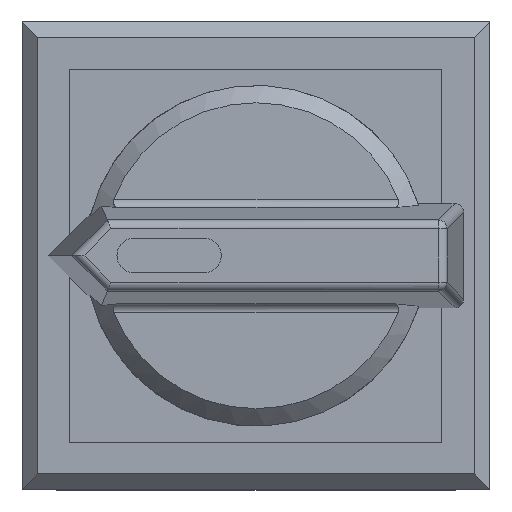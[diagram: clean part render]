
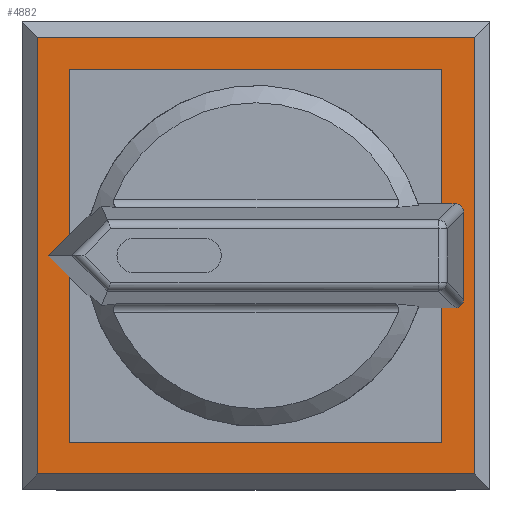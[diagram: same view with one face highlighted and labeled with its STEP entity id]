
A CAD part, top view. The second image highlights one B-rep face of the part: STEP entity #4882.
In plain terms, the highlighted planar face has unit normal (0, 0, 1).
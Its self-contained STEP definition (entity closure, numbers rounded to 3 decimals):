
#130=FACE_BOUND('',#1668,.T.);
#240=PLANE('',#5373);
#383=LINE('',#7925,#775);
#393=LINE('',#7964,#785);
#396=LINE('',#7970,#788);
#402=LINE('',#7999,#794);
#579=LINE('',#8967,#971);
#580=LINE('',#8969,#972);
#581=LINE('',#8971,#973);
#582=LINE('',#8972,#974);
#775=VECTOR('',#5903,10.);
#785=VECTOR('',#5917,10.);
#788=VECTOR('',#5922,10.);
#794=VECTOR('',#5932,10.);
#971=VECTOR('',#6569,10.);
#972=VECTOR('',#6570,10.);
#973=VECTOR('',#6571,10.);
#974=VECTOR('',#6572,10.);
#1362=FACE_OUTER_BOUND('',#1667,.T.);
#1667=EDGE_LOOP('',(#4287,#4288,#4289,#4290));
#1668=EDGE_LOOP('',(#4291,#4292,#4293,#4294));
#2147=VERTEX_POINT('',#7923);
#2148=VERTEX_POINT('',#7924);
#2159=VERTEX_POINT('',#7963);
#2161=VERTEX_POINT('',#7969);
#2384=VERTEX_POINT('',#8965);
#2385=VERTEX_POINT('',#8966);
#2386=VERTEX_POINT('',#8968);
#2387=VERTEX_POINT('',#8970);
#2691=EDGE_CURVE('',#2147,#2148,#383,.T.);
#2703=EDGE_CURVE('',#2159,#2147,#393,.T.);
#2706=EDGE_CURVE('',#2148,#2161,#396,.T.);
#2714=EDGE_CURVE('',#2161,#2159,#402,.T.);
#3046=EDGE_CURVE('',#2384,#2385,#579,.T.);
#3047=EDGE_CURVE('',#2386,#2384,#580,.T.);
#3048=EDGE_CURVE('',#2387,#2386,#581,.T.);
#3049=EDGE_CURVE('',#2385,#2387,#582,.T.);
#4287=ORIENTED_EDGE('',*,*,#3046,.F.);
#4288=ORIENTED_EDGE('',*,*,#3047,.F.);
#4289=ORIENTED_EDGE('',*,*,#3048,.F.);
#4290=ORIENTED_EDGE('',*,*,#3049,.F.);
#4291=ORIENTED_EDGE('',*,*,#2714,.T.);
#4292=ORIENTED_EDGE('',*,*,#2703,.T.);
#4293=ORIENTED_EDGE('',*,*,#2691,.T.);
#4294=ORIENTED_EDGE('',*,*,#2706,.T.);
#4882=ADVANCED_FACE('',(#1362,#130),#240,.T.);
#5373=AXIS2_PLACEMENT_3D('',#8964,#6567,#6568);
#5903=DIRECTION('',(0.,-1.,0.));
#5917=DIRECTION('',(1.,0.,0.));
#5922=DIRECTION('',(-1.,0.,0.));
#5932=DIRECTION('',(0.,1.,0.));
#6567=DIRECTION('center_axis',(0.,0.,
1.));
#6568=DIRECTION('ref_axis',(-1.,0.,0.));
#6569=DIRECTION('',(1.,0.,0.));
#6570=DIRECTION('',(0.,1.,0.));
#6571=DIRECTION('',(-1.,0.,0.));
#6572=DIRECTION('',(0.,-1.,0.));
#7923=CARTESIAN_POINT('',(10.673,10.718,-0.1));
#7924=CARTESIAN_POINT('',(10.673,-10.757,-0.1));
#7925=CARTESIAN_POINT('',(10.673,-5.379,-0.1));
#7963=CARTESIAN_POINT('',(-10.729,10.718,-0.1));
#7964=CARTESIAN_POINT('',(5.336,10.718,-0.1));
#7969=CARTESIAN_POINT('',(-10.729,-10.757,-0.1));
#7970=CARTESIAN_POINT('',(-5.364,-10.757,-0.1));
#7999=CARTESIAN_POINT('',(-10.729,5.359,-0.1));
#8964=CARTESIAN_POINT('Origin',(0.,0.,
-0.1));
#8965=CARTESIAN_POINT('',(-12.55,12.55,-0.1));
#8966=CARTESIAN_POINT('',(12.55,12.55,-0.1));
#8967=CARTESIAN_POINT('',(-6.725,12.55,-0.1));
#8968=CARTESIAN_POINT('',(-12.55,-12.55,-0.1));
#8969=CARTESIAN_POINT('',(-12.55,-6.725,-0.1));
#8970=CARTESIAN_POINT('',(12.55,-12.55,-0.1));
#8971=CARTESIAN_POINT('',(6.725,-12.55,-0.1));
#8972=CARTESIAN_POINT('',(12.55,6.725,-0.1));
